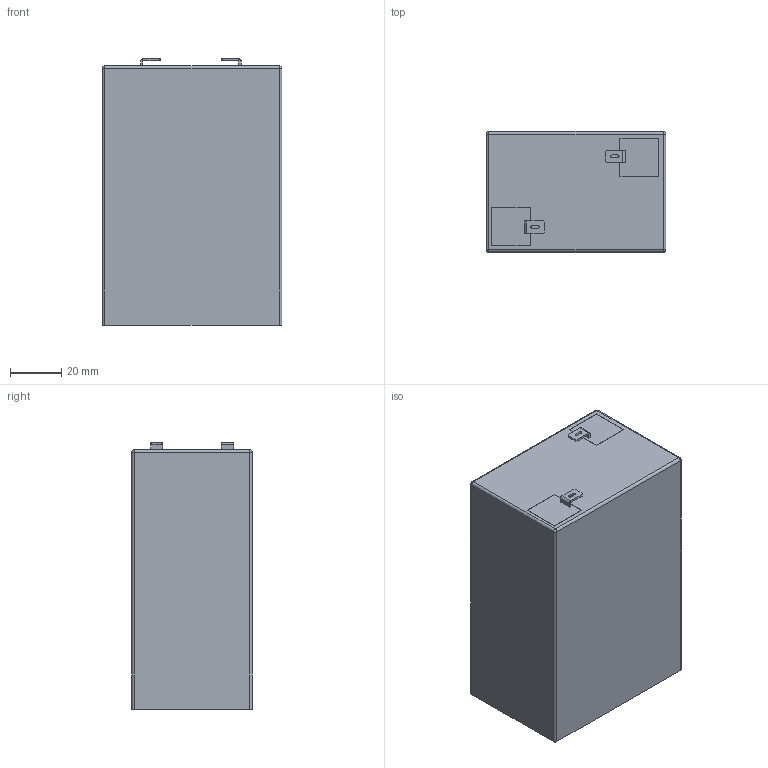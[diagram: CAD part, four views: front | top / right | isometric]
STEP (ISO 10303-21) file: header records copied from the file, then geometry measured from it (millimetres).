
FILE_DESCRIPTION(('FreeCAD Model'),'2;1');
FILE_NAME('Open CASCADE Shape Model','2023-01-01T21:27:01',(''),(''), 'Open CASCADE STEP processor 7.6','FreeCAD','Unknown');
FILE_SCHEMA(('AUTOMOTIVE_DESIGN { 1 0 10303 214 1 1 1 1 }'));
Length unit declared in the file: millimetre
Products named in the file (9): AGM_6V; BatteryTab; BatteryTabRed; BatteryTabBlack; BatteryBody; BatteryBodyEtrude; Terminal Indicators; Red; Black
Assembly tree (8 placements, depth 3):
  AGM_6V
    BatteryTab
      BatteryTabRed
      BatteryTabBlack
    BatteryBody
      BatteryBodyEtrude
    Terminal Indicators
      Red
      Black
Bounding box: 70 x 47 x 103.71 mm (x, y, z)
Volume: 332296.4 mm3; surface area: 31180.2 mm2
Topology: 7 solids, 7 shells, 68 faces, 154 edges, 96 vertices
Faces by surface type: plane 50, cylinder 14, sphere 4
Entity records: 4027 total; most frequent: CARTESIAN_POINT 641, DIRECTION 629, LINE 406, VECTOR 406, ORIENTED_EDGE 300, PCURVE 300, DEFINITIONAL_REPRESENTATION 300, EDGE_CURVE 150
